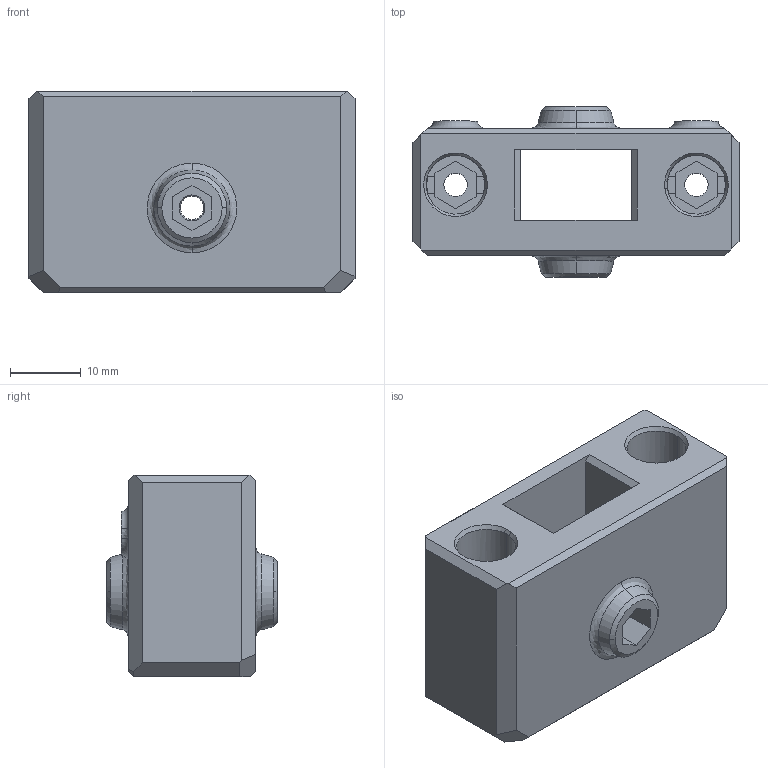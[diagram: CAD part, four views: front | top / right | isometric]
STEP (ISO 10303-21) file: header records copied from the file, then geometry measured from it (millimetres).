
FILE_DESCRIPTION (( 'STEP AP214' ), '1' );
FILE_NAME ('X_ending.STEP', '2024-12-08T11:54:48', ( '' ), ( '' ), 'SwSTEP 2.0', 'SolidWorks 2024', '' );
FILE_SCHEMA (( 'AUTOMOTIVE_DESIGN' ));
Length unit declared in the file: millimetre
Products named in the file (1): X_ending
Bounding box: 46 x 24 x 28.5 mm (x, y, z)
Volume: 15856.9 mm3; surface area: 7837.6 mm2
Topology: 1 solids, 1 shells, 144 faces, 372 edges, 240 vertices
Faces by surface type: plane 78, cylinder 35, cone 22, bspline 6, torus 3
Entity records: 6200 total; most frequent: CARTESIAN_POINT 1014, ORIENTED_EDGE 744, DIRECTION 741, EDGE_CURVE 372, AXIS2_PLACEMENT_3D 249, LINE 243, VECTOR 243, VERTEX_POINT 240
